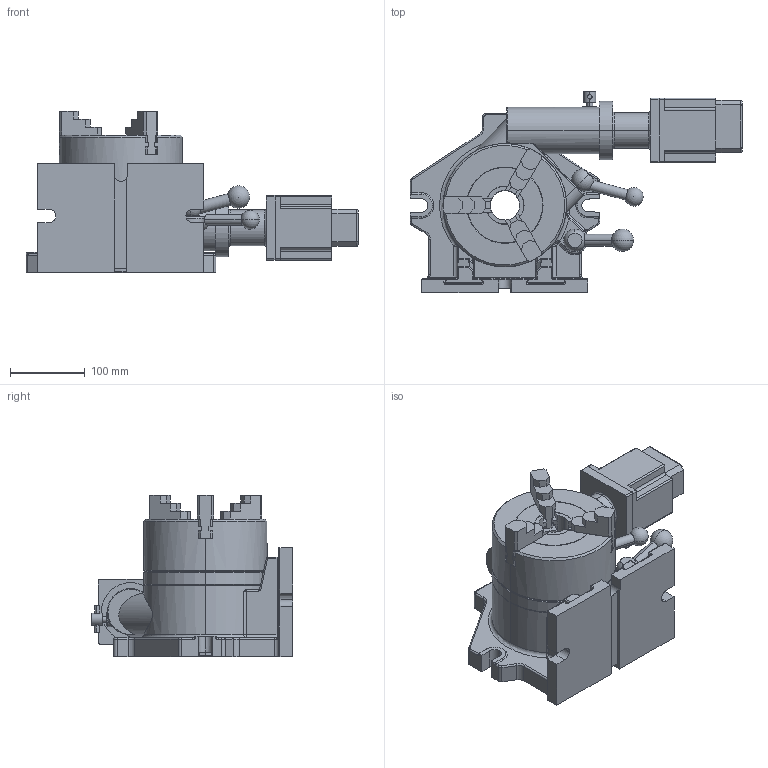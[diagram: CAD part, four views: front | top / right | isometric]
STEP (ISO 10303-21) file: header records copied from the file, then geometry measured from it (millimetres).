
FILE_DESCRIPTION (( 'STEP AP214' ), '1' );
FILE_NAME ('341123 6-INCH SUPER SPACER W-CHUCK.STEP', '2014-06-09T16:56:52', ( '' ), ( '' ), 'SwSTEP 2.0', 'SolidWorks 2012', '' );
FILE_SCHEMA (( 'AUTOMOTIVE_DESIGN' ));
Length unit declared in the file: inch
Products named in the file (4): SMALL SUPER SPACER; 6- INCH SS CHUCK JAW; 6-INCH SUPER SPACER CHUCK; 341123 6-INCH SUPER SPACER W-CHUCK
Assembly tree (5 placements, depth 2):
  341123 6-INCH SUPER SPACER W-CHUCK
    6-INCH SUPER SPACER CHUCK
    6- INCH SS CHUCK JAW  x3
    SMALL SUPER SPACER
Bounding box: 444.41 x 269.59 x 215.79 mm (x, y, z)
Volume: 6438820.9 mm3; surface area: 576303.6 mm2
Topology: 11 solids, 11 shells, 699 faces, 1801 edges, 1111 vertices
Faces by surface type: plane 311, cylinder 222, torus 61, cone 43, bspline 41, sphere 21
Entity records: 22567 total; most frequent: CARTESIAN_POINT 6902, DIRECTION 3185, ORIENTED_EDGE 3114, EDGE_CURVE 1557, AXIS2_PLACEMENT_3D 1198, VERTEX_POINT 963, VECTOR 789, LINE 789
